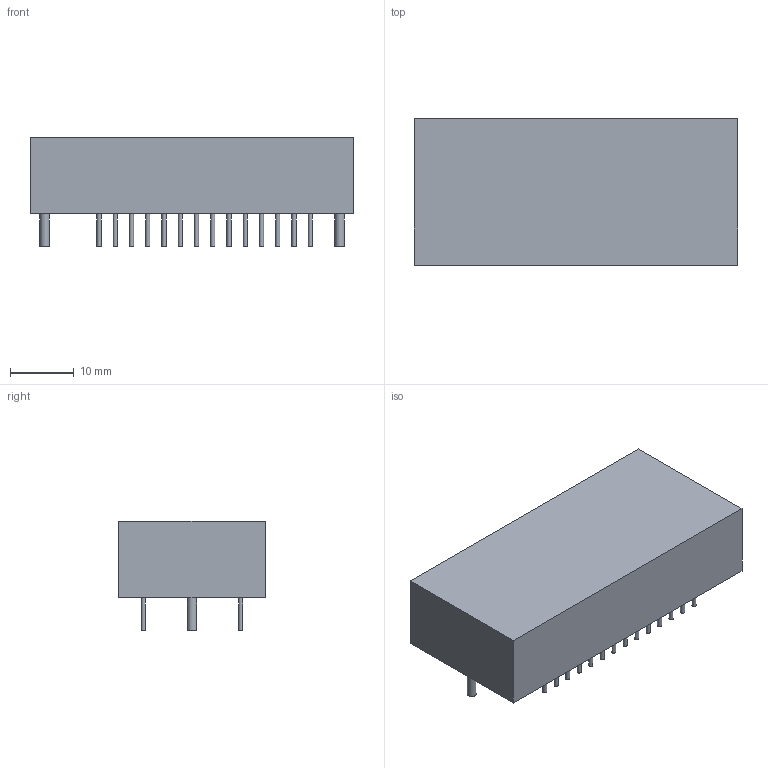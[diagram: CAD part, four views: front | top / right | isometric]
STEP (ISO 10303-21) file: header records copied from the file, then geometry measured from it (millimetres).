
FILE_DESCRIPTION(('CAx-IF Rec.Pracs.---Model Styling and Organization---1.5---2016-08-15','CAx-IF Rec.Pracs.---Geometric and Assembly Validation Properties---4.4---2016-08-17','CAx-IF Rec.Pracs.---User Defined Attributes---1.5---2016-08-15','CAx-IF Rec.Pracs.---External References---2.1---2005-01-19'),'2;1');
FILE_NAME('535928.1.2.step','2023-01-04T05:53:57',('Unspecified'),('Unspecified'),'CAD Exchanger 3.8.1 (cadexchanger.com)','Unspecified','');
FILE_SCHEMA(('AUTOMOTIVE_DESIGN { 1 0 10303 214 1 1 1 1 }'));
Length unit declared in the file: millimetre
Products named in the file (3): ASSEMBLY; Body; Leads
Assembly tree (31 placements, depth 2):
  ASSEMBLY
    Body
    Leads  x30
Bounding box: 50.52 x 22.86 x 17.04 mm (x, y, z)
Volume: 15778.1 mm3; surface area: 15172.4 mm2
Topology: 901 solids, 901 shells, 2706 faces, 2712 edges, 1808 vertices
Faces by surface type: plane 1806, cylinder 900
Full cylindrical faces by diameter (mm): 0.664 x840, 1.45 x60
Entity records: 2149 total; most frequent: DIRECTION 358, CARTESIAN_POINT 268, ORIENTED_EDGE 204, AXIS2_PLACEMENT_3D 158, EDGE_CURVE 102, ADVANCED_FACE 96, FACE_BOUND 96, EDGE_LOOP 96
